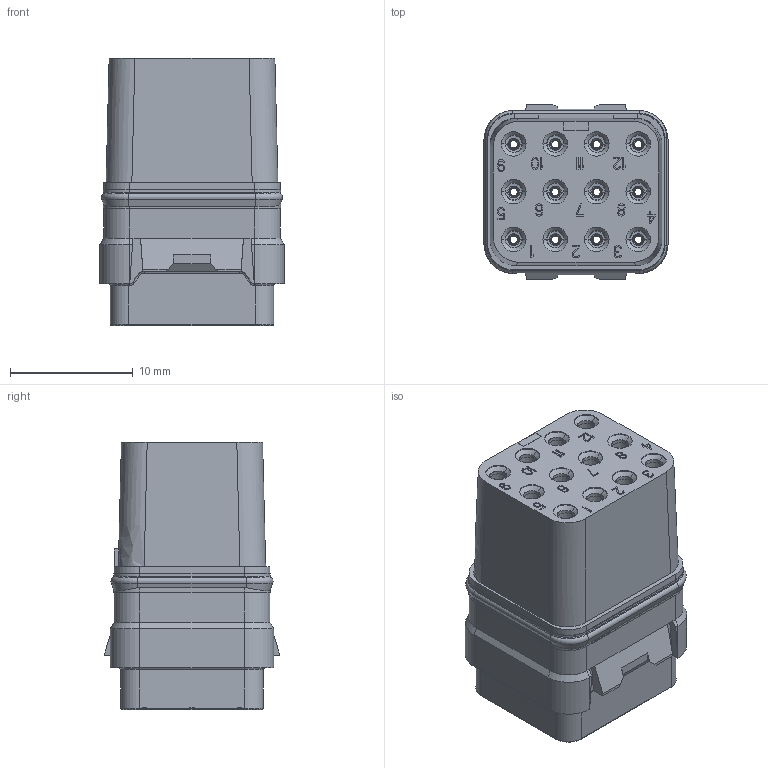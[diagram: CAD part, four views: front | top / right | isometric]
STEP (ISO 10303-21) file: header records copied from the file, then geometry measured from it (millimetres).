
FILE_DESCRIPTION((''),'2;1');
FILE_NAME('SIME0912SA','2020-01-27T',('presta_be4'),(''),'CREO PARAMETRIC BY PTC INC, 2018360','CREO PARAMETRIC BY PTC INC, 2018360','');
FILE_SCHEMA(('CONFIG_CONTROL_DESIGN'));
Products named in the file (1): SIME0912SA
Bounding box: 15 x 14.2 x 21.77 mm (x, y, z)
Volume: 2561.9 mm3; surface area: 3966.7 mm2
Topology: 1 solids, 2 shells, 2243 faces, 5761 edges, 3630 vertices
Faces by surface type: plane 1303, cylinder 332, torus 316, cone 272, bspline 20
Entity records: 68960 total; most frequent: CARTESIAN_POINT 14093, ORIENTED_EDGE 11522, DIRECTION 11399, EDGE_CURVE 5761, AXIS2_PLACEMENT_3D 3879, VECTOR 3641, LINE 3641, VERTEX_POINT 3630
